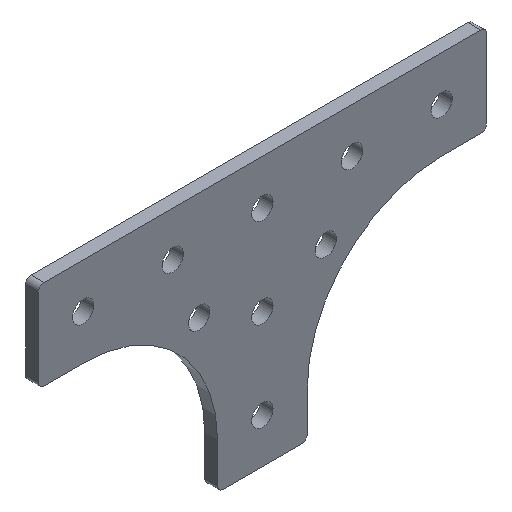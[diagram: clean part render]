
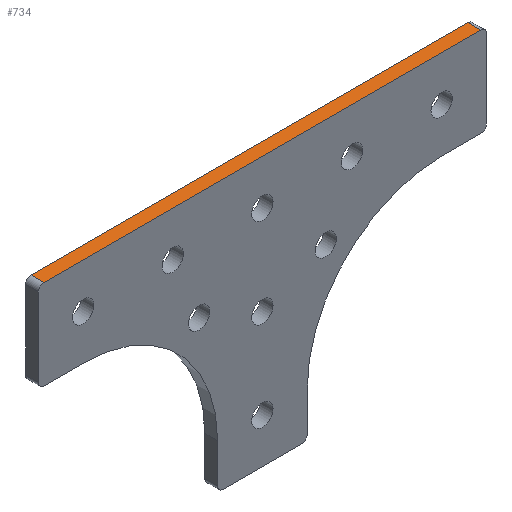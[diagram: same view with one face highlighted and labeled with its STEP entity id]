
A CAD part, isometric view. The second image highlights one B-rep face of the part: STEP entity #734.
In plain terms, the highlighted planar face has unit normal (0, 0, 1).
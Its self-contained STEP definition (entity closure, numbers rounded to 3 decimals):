
#16 = EDGE_LOOP ( 'NONE', ( #522, #760, #718, #289 ) ) ;
#36 = CARTESIAN_POINT ( 'NONE',  ( 16., 0., 0. ) ) ;
#56 = EDGE_CURVE ( 'NONE', #691, #579, #454, .T. ) ;
#63 = LINE ( 'NONE', #345, #752 ) ;
#66 = CARTESIAN_POINT ( 'NONE',  ( 47., 2.286, 0. ) ) ;
#68 = CARTESIAN_POINT ( 'NONE',  ( -31., 2.286, 0. ) ) ;
#70 = EDGE_CURVE ( 'NONE', #874, #242, #668, .T. ) ;
#96 = VECTOR ( 'NONE', #318, 1000. ) ;
#108 = DIRECTION ( 'NONE',  ( 1., 0., 0. ) ) ;
#214 = DIRECTION ( 'NONE',  ( 0., 1., 0. ) ) ;
#219 = EDGE_CURVE ( 'NONE', #691, #874, #63, .T. ) ;
#220 = CARTESIAN_POINT ( 'NONE',  ( 16., 0., 0. ) ) ;
#242 = VERTEX_POINT ( 'NONE', #848 ) ;
#289 = ORIENTED_EDGE ( 'NONE', *, *, #219, .T. ) ;
#291 = AXIS2_PLACEMENT_3D ( 'NONE', #220, #494, #783 ) ;
#318 = DIRECTION ( 'NONE',  ( 1., 0., 0. ) ) ;
#345 = CARTESIAN_POINT ( 'NONE',  ( -31., 0., 0. ) ) ;
#346 = VECTOR ( 'NONE', #214, 1000. ) ;
#454 = LINE ( 'NONE', #743, #597 ) ;
#494 = DIRECTION ( 'NONE',  ( 0., 0., 1. ) ) ;
#522 = ORIENTED_EDGE ( 'NONE', *, *, #70, .T. ) ;
#560 = LINE ( 'NONE', #849, #346 ) ;
#564 = FACE_OUTER_BOUND ( 'NONE', #16, .T. ) ;
#579 = VERTEX_POINT ( 'NONE', #66 ) ;
#597 = VECTOR ( 'NONE', #108, 1000. ) ;
#624 = DIRECTION ( 'NONE',  ( 0., -1., 0. ) ) ;
#668 = LINE ( 'NONE', #36, #96 ) ;
#691 = VERTEX_POINT ( 'NONE', #68 ) ;
#700 = EDGE_CURVE ( 'NONE', #242, #579, #560, .T. ) ;
#718 = ORIENTED_EDGE ( 'NONE', *, *, #56, .F. ) ;
#734 = ADVANCED_FACE ( 'NONE', ( #564 ), #853, .T. ) ;
#743 = CARTESIAN_POINT ( 'NONE',  ( 16., 2.286, 0. ) ) ;
#752 = VECTOR ( 'NONE', #624, 1000. ) ;
#760 = ORIENTED_EDGE ( 'NONE', *, *, #700, .T. ) ;
#783 = DIRECTION ( 'NONE',  ( -1., 0., 0. ) ) ;
#822 = CARTESIAN_POINT ( 'NONE',  ( -31., 0., 0. ) ) ;
#848 = CARTESIAN_POINT ( 'NONE',  ( 47., 0., 0. ) ) ;
#849 = CARTESIAN_POINT ( 'NONE',  ( 47., 2.286, 0. ) ) ;
#853 = PLANE ( 'NONE',  #291 ) ;
#874 = VERTEX_POINT ( 'NONE', #822 ) ;
